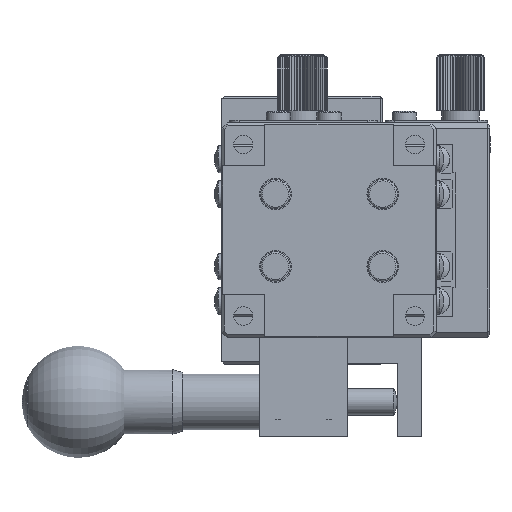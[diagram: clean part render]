
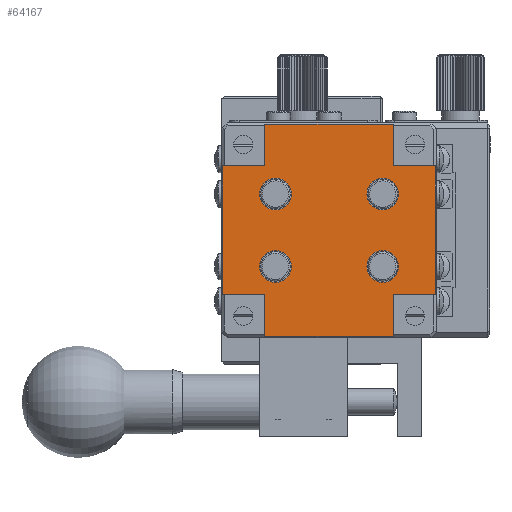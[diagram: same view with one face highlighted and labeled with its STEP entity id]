
A CAD part, front view. The second image highlights one B-rep face of the part: STEP entity #64167.
In plain terms, the highlighted planar face has unit normal (0, -1, 0).
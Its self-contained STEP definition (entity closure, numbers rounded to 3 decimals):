
#719 = EDGE_CURVE ( 'NONE', #114036, #160919, #5417, .T. ) ;
#5417 = LINE ( 'NONE', #49844, #135111 ) ;
#6500 = ORIENTED_EDGE ( 'NONE', *, *, #86341, .F. ) ;
#8741 = EDGE_CURVE ( 'NONE', #170293, #170293, #132322, .T. ) ;
#11945 = FACE_OUTER_BOUND ( 'NONE', #177925, .T. ) ;
#12071 = VECTOR ( 'NONE', #17712, 1000. ) ;
#12143 = CARTESIAN_POINT ( 'NONE',  ( 0., 0.3, 12. ) ) ;
#12297 = VERTEX_POINT ( 'NONE', #119964 ) ;
#13672 = ORIENTED_EDGE ( 'NONE', *, *, #8741, .F. ) ;
#16431 = VERTEX_POINT ( 'NONE', #72885 ) ;
#17147 = AXIS2_PLACEMENT_3D ( 'NONE', #89444, #82824, #165143 ) ;
#17712 = DIRECTION ( 'NONE',  ( -1., 0., 0. ) ) ;
#18302 = VECTOR ( 'NONE', #180802, 1000. ) ;
#18784 = VECTOR ( 'NONE', #87222, 1000. ) ;
#19187 = VECTOR ( 'NONE', #42647, 1000. ) ;
#20799 = VECTOR ( 'NONE', #62313, 1000. ) ;
#21848 = EDGE_LOOP ( 'NONE', ( #13672 ) ) ;
#22854 = DIRECTION ( 'NONE',  ( 0., 0., -1. ) ) ;
#25401 = LINE ( 'NONE', #81860, #18302 ) ;
#26757 = FACE_BOUND ( 'NONE', #41834, .T. ) ;
#27768 = EDGE_CURVE ( 'NONE', #182646, #178171, #111778, .T. ) ;
#28156 = DIRECTION ( 'NONE',  ( 1., 0., 0. ) ) ;
#28419 = DIRECTION ( 'NONE',  ( -1., 0., 0. ) ) ;
#28940 = VERTEX_POINT ( 'NONE', #145391 ) ;
#29104 = DIRECTION ( 'NONE',  ( 0., 0., -1. ) ) ;
#31055 = VERTEX_POINT ( 'NONE', #64742 ) ;
#31621 = LINE ( 'NONE', #160153, #12071 ) ;
#36029 = CARTESIAN_POINT ( 'NONE',  ( -32., 0.3, 0. ) ) ;
#36986 = CARTESIAN_POINT ( 'NONE',  ( -39.8, 0.3, -12. ) ) ;
#37261 = LINE ( 'NONE', #147408, #20799 ) ;
#40557 = EDGE_CURVE ( 'NONE', #127463, #114036, #31621, .T. ) ;
#40751 = AXIS2_PLACEMENT_3D ( 'NONE', #157592, #154830, #128967 ) ;
#41671 = ORIENTED_EDGE ( 'NONE', *, *, #62837, .F. ) ;
#41834 = EDGE_LOOP ( 'NONE', ( #119236 ) ) ;
#42647 = DIRECTION ( 'NONE',  ( 1., 0., 0. ) ) ;
#45260 = CARTESIAN_POINT ( 'NONE',  ( -32., 0.3, -12. ) ) ;
#48845 = CARTESIAN_POINT ( 'NONE',  ( -8., 0.3, 0. ) ) ;
#49405 = ORIENTED_EDGE ( 'NONE', *, *, #56167, .F. ) ;
#49765 = LINE ( 'NONE', #48845, #129677 ) ;
#49844 = CARTESIAN_POINT ( 'NONE',  ( -39.8, 0.3, 0. ) ) ;
#56167 = EDGE_CURVE ( 'NONE', #16431, #16431, #134581, .T. ) ;
#57476 = CARTESIAN_POINT ( 'NONE',  ( -30., 0.3, -9.7 ) ) ;
#58682 = ORIENTED_EDGE ( 'NONE', *, *, #116606, .F. ) ;
#58929 = CARTESIAN_POINT ( 'NONE',  ( -8., 0.3, 0. ) ) ;
#59026 = ORIENTED_EDGE ( 'NONE', *, *, #70135, .F. ) ;
#59043 = EDGE_LOOP ( 'NONE', ( #59026 ) ) ;
#61362 = EDGE_CURVE ( 'NONE', #178171, #31055, #100552, .T. ) ;
#62313 = DIRECTION ( 'NONE',  ( -1., 0., 0. ) ) ;
#62837 = EDGE_CURVE ( 'NONE', #160919, #169807, #154866, .T. ) ;
#64167 = ADVANCED_FACE ( 'NONE', ( #11945, #112821, #26757, #71169, #100756 ), #98918, .F. ) ;
#64742 = CARTESIAN_POINT ( 'NONE',  ( -8., 0.3, 12. ) ) ;
#65764 = VERTEX_POINT ( 'NONE', #173927 ) ;
#66807 = EDGE_CURVE ( 'NONE', #28940, #65764, #126520, .T. ) ;
#66906 = VERTEX_POINT ( 'NONE', #110416 ) ;
#68251 = CARTESIAN_POINT ( 'NONE',  ( 0., 0.3, -12. ) ) ;
#68946 = ORIENTED_EDGE ( 'NONE', *, *, #719, .F. ) ;
#69419 = AXIS2_PLACEMENT_3D ( 'NONE', #152372, #150543, #166207 ) ;
#70135 = EDGE_CURVE ( 'NONE', #66906, #66906, #176598, .T. ) ;
#70148 = VECTOR ( 'NONE', #28156, 1000. ) ;
#70575 = LINE ( 'NONE', #127020, #18784 ) ;
#71169 = FACE_BOUND ( 'NONE', #114397, .T. ) ;
#72444 = VERTEX_POINT ( 'NONE', #140009 ) ;
#72885 = CARTESIAN_POINT ( 'NONE',  ( -10., 0.3, 3.8 ) ) ;
#74603 = DIRECTION ( 'NONE',  ( 0., 0., -1. ) ) ;
#75849 = EDGE_CURVE ( 'NONE', #65764, #139282, #49765, .T. ) ;
#75896 = VECTOR ( 'NONE', #74603, 1000. ) ;
#81860 = CARTESIAN_POINT ( 'NONE',  ( -32., 0.3, 0. ) ) ;
#82824 = DIRECTION ( 'NONE',  ( 0., -1., 0. ) ) ;
#86341 = EDGE_CURVE ( 'NONE', #139282, #95515, #37261, .T. ) ;
#87222 = DIRECTION ( 'NONE',  ( 0., 0., -1. ) ) ;
#88312 = DIRECTION ( 'NONE',  ( 0., -1., 0. ) ) ;
#89308 = CARTESIAN_POINT ( 'NONE',  ( -8., 0.3, 19.8 ) ) ;
#89444 = CARTESIAN_POINT ( 'NONE',  ( -30., 0.3, -6.75 ) ) ;
#93376 = EDGE_CURVE ( 'NONE', #72444, #72444, #149148, .T. ) ;
#95175 = ORIENTED_EDGE ( 'NONE', *, *, #173364, .F. ) ;
#95515 = VERTEX_POINT ( 'NONE', #125405 ) ;
#97084 = CARTESIAN_POINT ( 'NONE',  ( 0., 0.3, 0. ) ) ;
#97699 = CARTESIAN_POINT ( 'NONE',  ( -32., 0.3, 19.8 ) ) ;
#98918 = PLANE ( 'NONE',  #116640 ) ;
#100552 = LINE ( 'NONE', #58929, #75896 ) ;
#100756 = FACE_BOUND ( 'NONE', #21848, .T. ) ;
#101728 = ORIENTED_EDGE ( 'NONE', *, *, #40557, .F. ) ;
#110416 = CARTESIAN_POINT ( 'NONE',  ( -10., 0.3, -9.7 ) ) ;
#111778 = LINE ( 'NONE', #153377, #124008 ) ;
#112821 = FACE_BOUND ( 'NONE', #59043, .T. ) ;
#114036 = VERTEX_POINT ( 'NONE', #36986 ) ;
#114397 = EDGE_LOOP ( 'NONE', ( #49405 ) ) ;
#116606 = EDGE_CURVE ( 'NONE', #95515, #127463, #25401, .T. ) ;
#116640 = AXIS2_PLACEMENT_3D ( 'NONE', #97084, #168268, #127616 ) ;
#116904 = AXIS2_PLACEMENT_3D ( 'NONE', #116998, #88312, #29104 ) ;
#116998 = CARTESIAN_POINT ( 'NONE',  ( -10., 0.3, 6.75 ) ) ;
#119236 = ORIENTED_EDGE ( 'NONE', *, *, #93376, .F. ) ;
#119964 = CARTESIAN_POINT ( 'NONE',  ( -0.2, 0.3, 12. ) ) ;
#123431 = CARTESIAN_POINT ( 'NONE',  ( -8., 0.3, -19.8 ) ) ;
#124008 = VECTOR ( 'NONE', #143188, 1000. ) ;
#125240 = EDGE_CURVE ( 'NONE', #31055, #12297, #182328, .T. ) ;
#125405 = CARTESIAN_POINT ( 'NONE',  ( -32., 0.3, -19.8 ) ) ;
#125873 = ORIENTED_EDGE ( 'NONE', *, *, #61362, .F. ) ;
#126520 = LINE ( 'NONE', #68251, #132560 ) ;
#127020 = CARTESIAN_POINT ( 'NONE',  ( -0.2, 0.3, 0. ) ) ;
#127275 = EDGE_CURVE ( 'NONE', #169807, #182646, #175701, .T. ) ;
#127463 = VERTEX_POINT ( 'NONE', #45260 ) ;
#127616 = DIRECTION ( 'NONE',  ( 0., 0., 1. ) ) ;
#128967 = DIRECTION ( 'NONE',  ( 0., 0., -1. ) ) ;
#129677 = VECTOR ( 'NONE', #22854, 1000. ) ;
#131332 = DIRECTION ( 'NONE',  ( 0., 0., 1. ) ) ;
#132322 = CIRCLE ( 'NONE', #17147, 2.95 ) ;
#132560 = VECTOR ( 'NONE', #28419, 1000. ) ;
#134133 = DIRECTION ( 'NONE',  ( 0., 0., 1. ) ) ;
#134581 = CIRCLE ( 'NONE', #116904, 2.95 ) ;
#135111 = VECTOR ( 'NONE', #131332, 1000. ) ;
#139282 = VERTEX_POINT ( 'NONE', #123431 ) ;
#140009 = CARTESIAN_POINT ( 'NONE',  ( -30., 0.3, 3.8 ) ) ;
#143188 = DIRECTION ( 'NONE',  ( 1., 0., 0. ) ) ;
#145084 = ORIENTED_EDGE ( 'NONE', *, *, #27768, .F. ) ;
#145391 = CARTESIAN_POINT ( 'NONE',  ( -0.2, 0.3, -12. ) ) ;
#147408 = CARTESIAN_POINT ( 'NONE',  ( 0., 0.3, -19.8 ) ) ;
#149148 = CIRCLE ( 'NONE', #69419, 2.95 ) ;
#150543 = DIRECTION ( 'NONE',  ( 0., -1., 0. ) ) ;
#152372 = CARTESIAN_POINT ( 'NONE',  ( -30., 0.3, 6.75 ) ) ;
#153377 = CARTESIAN_POINT ( 'NONE',  ( 0., 0.3, 19.8 ) ) ;
#154830 = DIRECTION ( 'NONE',  ( 0., -1., 0. ) ) ;
#154866 = LINE ( 'NONE', #166904, #70148 ) ;
#157592 = CARTESIAN_POINT ( 'NONE',  ( -10., 0.3, -6.75 ) ) ;
#157840 = VECTOR ( 'NONE', #134133, 1000. ) ;
#160153 = CARTESIAN_POINT ( 'NONE',  ( 0., 0.3, -12. ) ) ;
#160919 = VERTEX_POINT ( 'NONE', #165424 ) ;
#163084 = ORIENTED_EDGE ( 'NONE', *, *, #125240, .F. ) ;
#165143 = DIRECTION ( 'NONE',  ( 0., 0., -1. ) ) ;
#165424 = CARTESIAN_POINT ( 'NONE',  ( -39.8, 0.3, 12. ) ) ;
#166207 = DIRECTION ( 'NONE',  ( 0., 0., -1. ) ) ;
#166499 = CARTESIAN_POINT ( 'NONE',  ( -32., 0.3, 12. ) ) ;
#166904 = CARTESIAN_POINT ( 'NONE',  ( 0., 0.3, 12. ) ) ;
#168115 = ORIENTED_EDGE ( 'NONE', *, *, #75849, .F. ) ;
#168268 = DIRECTION ( 'NONE',  ( 0., 1., 0. ) ) ;
#169807 = VERTEX_POINT ( 'NONE', #166499 ) ;
#170293 = VERTEX_POINT ( 'NONE', #57476 ) ;
#173364 = EDGE_CURVE ( 'NONE', #12297, #28940, #70575, .T. ) ;
#173927 = CARTESIAN_POINT ( 'NONE',  ( -8., 0.3, -12. ) ) ;
#175701 = LINE ( 'NONE', #36029, #157840 ) ;
#176598 = CIRCLE ( 'NONE', #40751, 2.95 ) ;
#176753 = ORIENTED_EDGE ( 'NONE', *, *, #127275, .F. ) ;
#177925 = EDGE_LOOP ( 'NONE', ( #168115, #181547, #95175, #163084, #125873, #145084, #176753, #41671, #68946, #101728, #58682, #6500 ) ) ;
#178171 = VERTEX_POINT ( 'NONE', #89308 ) ;
#180802 = DIRECTION ( 'NONE',  ( 0., 0., 1. ) ) ;
#181547 = ORIENTED_EDGE ( 'NONE', *, *, #66807, .F. ) ;
#182328 = LINE ( 'NONE', #12143, #19187 ) ;
#182646 = VERTEX_POINT ( 'NONE', #97699 ) ;
